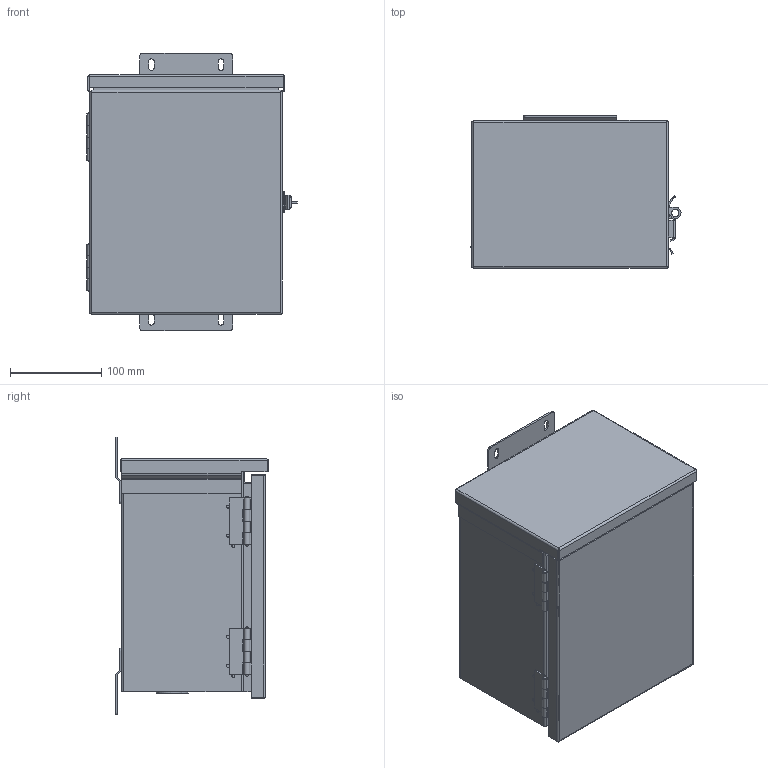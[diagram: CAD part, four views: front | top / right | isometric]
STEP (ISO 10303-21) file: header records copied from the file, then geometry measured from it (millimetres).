
FILE_DESCRIPTION (( 'STEP AP203' ), '1' );
FILE_NAME ('C3R1086HCR_Default.step', '2019-11-12T22:02:16', ( '' ), ( '' ), 'SwSTEP 2.0', 'SolidWorks 2019', '' );
FILE_SCHEMA (( 'CONFIG_CONTROL_DESIGN' ));
Length unit declared in the file: inch
Products named in the file (1): C3R1086HCR_Default
Bounding box: 230.38 x 167.63 x 304.8 mm (x, y, z)
Volume: 552017.9 mm3; surface area: 697546.5 mm2
Topology: 31 solids, 31 shells, 846 faces, 2192 edges, 1412 vertices
Faces by surface type: plane 496, cylinder 295, bspline 31, cone 24
Entity records: 26433 total; most frequent: CARTESIAN_POINT 5428, DIRECTION 4380, ORIENTED_EDGE 4352, EDGE_CURVE 2176, VECTOR 1480, LINE 1480, AXIS2_PLACEMENT_3D 1450, VERTEX_POINT 1412
